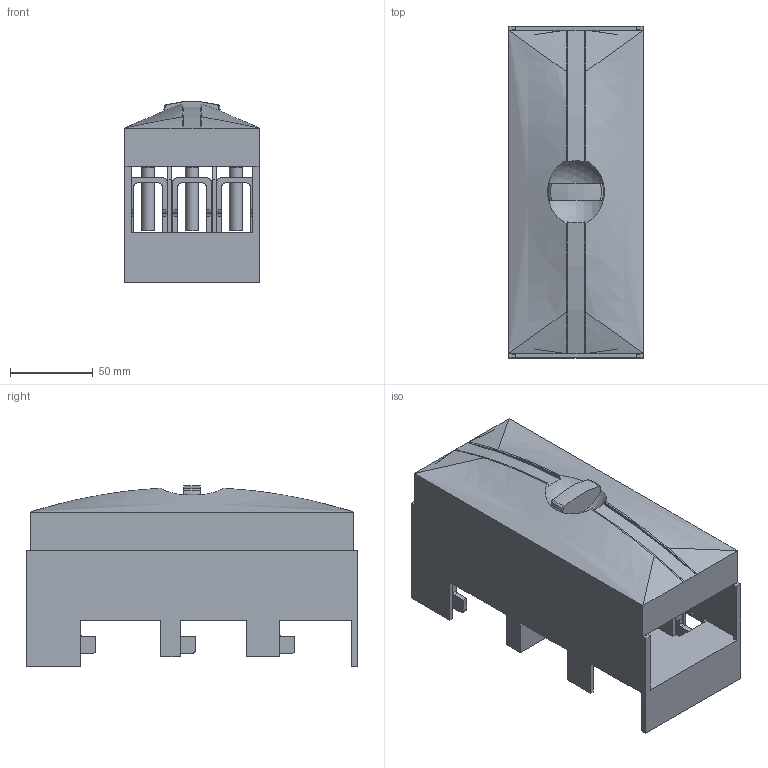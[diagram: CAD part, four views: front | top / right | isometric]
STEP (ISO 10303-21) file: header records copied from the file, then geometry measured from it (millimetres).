
FILE_DESCRIPTION((''),'2;1');
FILE_NAME('01243000.stp','2010-02-17T08:19:29',('rauch'),(''),'Autodesk Inventor 2009','Autodesk Inventor 2009','');
FILE_SCHEMA(('AUTOMOTIVE_DESIGN { 1 0 10303 214 1 1 1 1 }'));
Length unit declared in the file: millimetre
Products named in the file (7): 01243000; 79514000; 30135000; 80045000; 79515000; 79521000
Assembly tree (8 placements, depth 3):
  01243000
    79514000
    30135000  x3
      30135000
      80045000
    79515000
    79521000
Bounding box: 81 x 200 x 109.1 mm (x, y, z)
Volume: 158329 mm3; surface area: 183177 mm2
Topology: 9 solids, 9 shells, 259 faces, 707 edges, 467 vertices
Faces by surface type: plane 183, cylinder 53, bspline 17, sphere 4, torus 2
Full cylindrical faces by diameter (mm): 8 x3
Entity records: 6900 total; most frequent: CARTESIAN_POINT 2364, ORIENTED_EDGE 940, DIRECTION 840, EDGE_CURVE 470, VECTOR 354, LINE 354, VERTEX_POINT 312, AXIS2_PLACEMENT_3D 243
